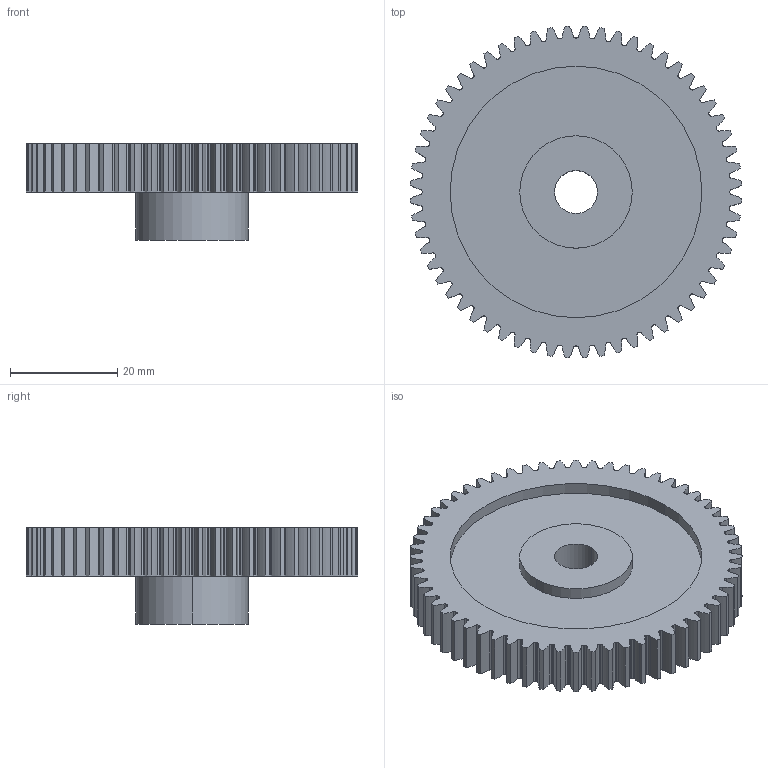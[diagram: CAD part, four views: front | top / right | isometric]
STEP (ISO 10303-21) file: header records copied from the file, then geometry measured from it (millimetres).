
FILE_DESCRIPTION (( 'STEP AP214' ), '1' );
FILE_NAME ('119-010-060.step', '2010-07-19T14:25:11', ( 'WMH Herion Antriebstechnik GmbH' ), ( 'WMH Herion Antriebstechnik GmbH' ), 'SwSTEP 2.0', 'SolidWorks 2010', '' );
FILE_SCHEMA (( 'AUTOMOTIVE_DESIGN' ));
Length unit declared in the file: millimetre
Products named in the file (1): 119-010-060
Bounding box: 61.95 x 61.95 x 18 mm (x, y, z)
Volume: 21439.9 mm3; surface area: 10844.2 mm2
Topology: 1 solids, 1 shells, 407 faces, 1203 edges, 802 vertices
Faces by surface type: cylinder 401, plane 6
Entity records: 14137 total; most frequent: DIRECTION 2821, CARTESIAN_POINT 2413, ORIENTED_EDGE 2406, AXIS2_PLACEMENT_3D 1210, EDGE_CURVE 1203, VERTEX_POINT 802, CIRCLE 802, EDGE_LOOP 413
